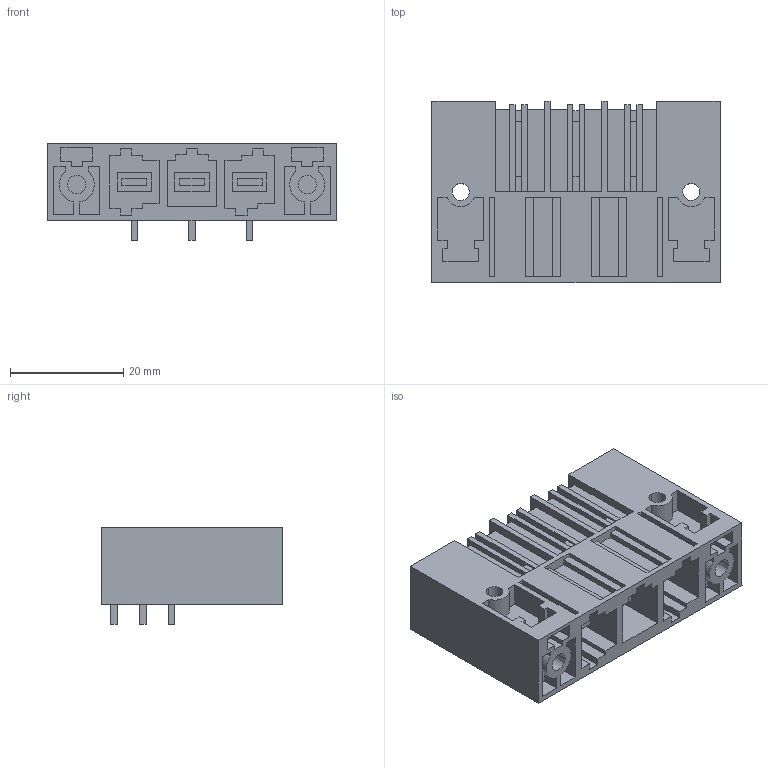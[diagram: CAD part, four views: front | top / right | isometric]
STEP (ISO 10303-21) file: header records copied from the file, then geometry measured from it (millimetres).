
FILE_DESCRIPTION(('CATIA V5 STEP Exchange','CAx-IF Rec.Pracs.--- Model Styling and Organization---1.2---2011-12-15'),'2;1');
FILE_NAME ('D1456677_0_1813580000_1813580000.stp','2018-03-07T11:57:55+00:00',('none'),('Weidmueller'),'CATIA Version 5-6 Release 2014','CATIA V5 STEP AP214','none');
FILE_SCHEMA(('AUTOMOTIVE_DESIGN { 1 0 10303 214 1 1 1 1 }'));
Length unit declared in the file: millimetre
Products named in the file (1): 1813580000
Bounding box: 50.8 x 32 x 17.1 mm (x, y, z)
Volume: 12775.2 mm3; surface area: 14241.4 mm2
Topology: 4 solids, 4 shells, 466 faces, 1303 edges, 872 vertices
Faces by surface type: plane 430, cylinder 36
Entity records: 14549 total; most frequent: ORIENTED_EDGE 2606, CARTESIAN_POINT 2535, DIRECTION 2004, EDGE_CURVE 1303, VECTOR 1225, LINE 1225, VERTEX_POINT 872, EDGE_LOOP 507
